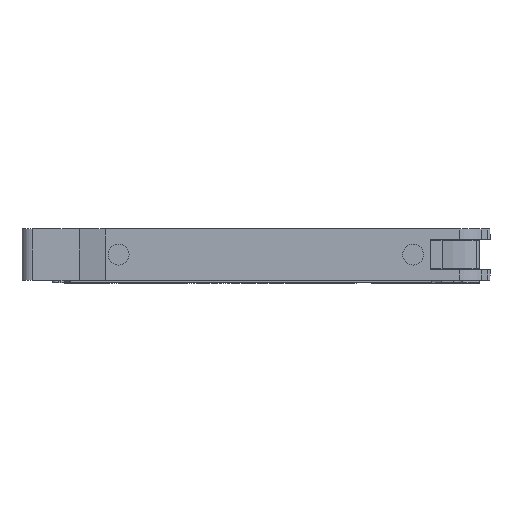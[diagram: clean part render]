
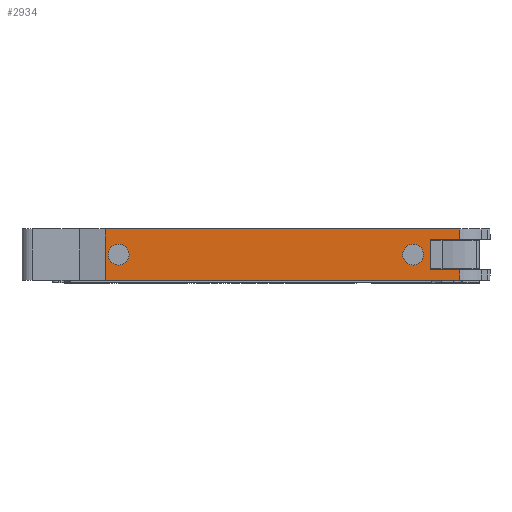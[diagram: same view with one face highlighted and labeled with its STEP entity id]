
A CAD part, top view. The second image highlights one B-rep face of the part: STEP entity #2934.
In plain terms, the highlighted planar face has unit normal (0, 0, 1).
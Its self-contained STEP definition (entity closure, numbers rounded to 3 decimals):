
#126=LINE('',#4207,#461);
#367=LINE('',#4779,#702);
#368=LINE('',#4781,#703);
#369=LINE('',#4783,#704);
#370=LINE('',#4785,#705);
#371=LINE('',#4787,#706);
#372=LINE('',#4789,#707);
#373=LINE('',#4791,#708);
#461=VECTOR('',#3336,1000.);
#702=VECTOR('',#3911,1000.);
#703=VECTOR('',#3914,1000.);
#704=VECTOR('',#3915,1000.);
#705=VECTOR('',#3916,1000.);
#706=VECTOR('',#3917,1000.);
#707=VECTOR('',#3918,1000.);
#708=VECTOR('',#3919,1000.);
#1468=ORIENTED_EDGE('',*,*,#1678,.T.);
#1469=ORIENTED_EDGE('',*,*,#1963,.F.);
#1470=ORIENTED_EDGE('',*,*,#1964,.F.);
#1471=ORIENTED_EDGE('',*,*,#1965,.T.);
#1472=ORIENTED_EDGE('',*,*,#1966,.T.);
#1473=ORIENTED_EDGE('',*,*,#1967,.T.);
#1474=ORIENTED_EDGE('',*,*,#1968,.F.);
#1475=ORIENTED_EDGE('',*,*,#1969,.T.);
#1476=ORIENTED_EDGE('',*,*,#1970,.T.);
#1477=ORIENTED_EDGE('',*,*,#1971,.T.);
#1678=EDGE_CURVE('',#2104,#2103,#126,.T.);
#1963=EDGE_CURVE('',#2267,#2103,#367,.T.);
#1964=EDGE_CURVE('',#2268,#2267,#368,.T.);
#1965=EDGE_CURVE('',#2268,#2269,#369,.T.);
#1966=EDGE_CURVE('',#2269,#2270,#370,.T.);
#1967=EDGE_CURVE('',#2270,#2271,#371,.T.);
#1968=EDGE_CURVE('',#2272,#2271,#372,.T.);
#1969=EDGE_CURVE('',#2272,#2104,#373,.T.);
#1970=EDGE_CURVE('',#2273,#2273,#2372,.T.);
#1971=EDGE_CURVE('',#2274,#2274,#2373,.T.);
#2103=VERTEX_POINT('',#4206);
#2104=VERTEX_POINT('',#4208);
#2267=VERTEX_POINT('',#4778);
#2268=VERTEX_POINT('',#4782);
#2269=VERTEX_POINT('',#4784);
#2270=VERTEX_POINT('',#4786);
#2271=VERTEX_POINT('',#4788);
#2272=VERTEX_POINT('',#4790);
#2273=VERTEX_POINT('',#4793);
#2274=VERTEX_POINT('',#4795);
#2372=CIRCLE('',#3171,1.75);
#2373=CIRCLE('',#3172,1.75);
#2515=EDGE_LOOP('',(#1468,#1469,#1470,#1471,#1472,#1473,#1474,#1475));
#2516=EDGE_LOOP('',(#1476));
#2517=EDGE_LOOP('',(#1477));
#2676=FACE_BOUND('',#2515,.T.);
#2677=FACE_BOUND('',#2516,.T.);
#2678=FACE_BOUND('',#2517,.T.);
#2797=PLANE('',#3170);
#2934=ADVANCED_FACE('',(#2676,#2677,#2678),#2797,.F.);
#3170=AXIS2_PLACEMENT_3D('',#4780,#3912,#3913);
#3171=AXIS2_PLACEMENT_3D('',#4792,#3920,#3921);
#3172=AXIS2_PLACEMENT_3D('',#4794,#3922,#3923);
#3336=DIRECTION('',(-1.,0.,0.));
#3911=DIRECTION('',(0.,1.,0.));
#3912=DIRECTION('',(0.,0.,-1.));
#3913=DIRECTION('',(1.,0.,0.));
#3914=DIRECTION('',(-1.,0.,0.));
#3915=DIRECTION('',(0.,1.,0.));
#3916=DIRECTION('',(-1.,0.,0.));
#3917=DIRECTION('',(0.,1.,0.));
#3918=DIRECTION('',(-1.,0.,0.));
#3919=DIRECTION('',(0.,1.,0.));
#3920=DIRECTION('',(0.,0.,-1.));
#3921=DIRECTION('',(-1.,0.,0.));
#3922=DIRECTION('',(0.,0.,-1.));
#3923=DIRECTION('',(-1.,0.,0.));
#4206=CARTESIAN_POINT('',(-26.95,9.,23.672));
#4207=CARTESIAN_POINT('',(32.529,9.,23.672));
#4208=CARTESIAN_POINT('',(32.529,9.,23.672));
#4778=CARTESIAN_POINT('',(-26.95,0.4,23.672));
#4779=CARTESIAN_POINT('',(-26.95,0.4,23.672));
#4780=CARTESIAN_POINT('',(32.529,0.4,23.672));
#4781=CARTESIAN_POINT('',(32.529,0.4,23.672));
#4782=CARTESIAN_POINT('',(32.529,0.4,23.672));
#4783=CARTESIAN_POINT('',(32.529,0.4,23.672));
#4784=CARTESIAN_POINT('',(32.529,2.15,23.672));
#4785=CARTESIAN_POINT('',(32.529,2.15,23.672));
#4786=CARTESIAN_POINT('',(27.6,2.15,23.672));
#4787=CARTESIAN_POINT('',(27.6,2.15,23.672));
#4788=CARTESIAN_POINT('',(27.6,7.25,23.672));
#4789=CARTESIAN_POINT('',(32.529,7.25,23.672));
#4790=CARTESIAN_POINT('',(32.529,7.25,23.672));
#4791=CARTESIAN_POINT('',(32.529,0.4,23.672));
#4792=CARTESIAN_POINT('',(-24.7,4.7,23.672));
#4793=CARTESIAN_POINT('',(-26.45,4.7,23.672));
#4794=CARTESIAN_POINT('',(24.7,4.7,23.672));
#4795=CARTESIAN_POINT('',(22.95,4.7,23.672));
